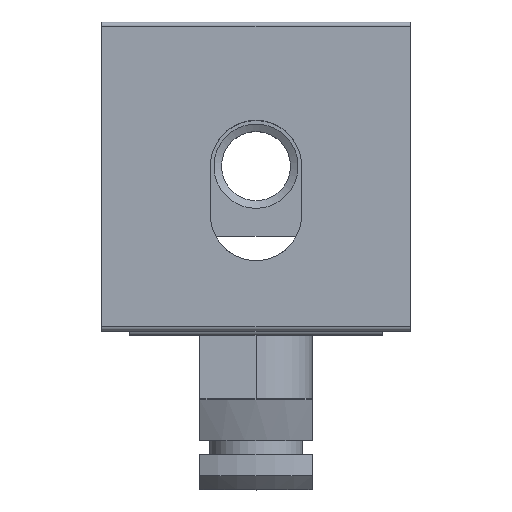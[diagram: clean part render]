
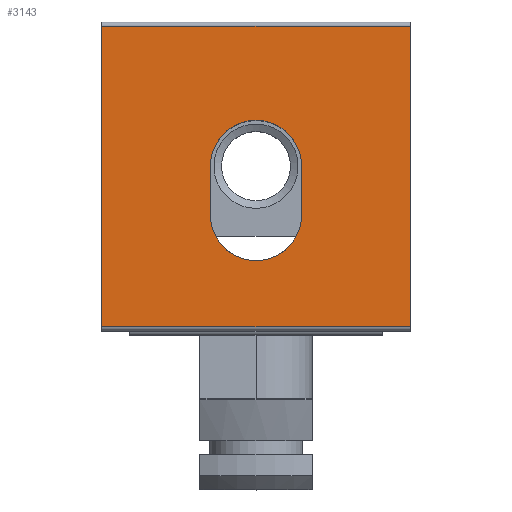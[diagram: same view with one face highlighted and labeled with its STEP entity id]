
A CAD part, top view. The second image highlights one B-rep face of the part: STEP entity #3143.
In plain terms, the highlighted face is planar.
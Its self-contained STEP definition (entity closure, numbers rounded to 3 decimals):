
#91=FACE_BOUND('',#572,.T.);
#214=CIRCLE('',#3384,3.25);
#218=CIRCLE('',#3390,3.25);
#387=FACE_OUTER_BOUND('',#571,.T.);
#571=EDGE_LOOP('',(#2827,#2828,#2829,#2830));
#572=EDGE_LOOP('',(#2831,#2832,#2833,#2834));
#864=LINE('',#5140,#1195);
#872=LINE('',#5162,#1203);
#875=LINE('',#5171,#1206);
#886=LINE('',#5205,#1217);
#903=LINE('',#5247,#1234);
#904=LINE('',#5249,#1235);
#1195=VECTOR('',#4151,21.4);
#1203=VECTOR('',#4167,22.);
#1206=VECTOR('',#4176,3.5);
#1217=VECTOR('',#4209,3.5);
#1234=VECTOR('',#4256,22.);
#1235=VECTOR('',#4259,21.4);
#1497=VERTEX_POINT('',#5137);
#1498=VERTEX_POINT('',#5139);
#1508=VERTEX_POINT('',#5161);
#1510=VERTEX_POINT('',#5169);
#1511=VERTEX_POINT('',#5170);
#1518=VERTEX_POINT('',#5187);
#1522=VERTEX_POINT('',#5199);
#1533=VERTEX_POINT('',#5245);
#1918=EDGE_CURVE('',#1497,#1498,#864,.T.);
#1929=EDGE_CURVE('',#1498,#1508,#872,.T.);
#1933=EDGE_CURVE('',#1510,#1511,#875,.T.);
#1941=EDGE_CURVE('',#1511,#1518,#214,.T.);
#1947=EDGE_CURVE('',#1522,#1510,#218,.T.);
#1950=EDGE_CURVE('',#1518,#1522,#886,.T.);
#1972=EDGE_CURVE('',#1497,#1533,#903,.T.);
#1973=EDGE_CURVE('',#1533,#1508,#904,.T.);
#2827=ORIENTED_EDGE('',*,*,#1929,.F.);
#2828=ORIENTED_EDGE('',*,*,#1918,.F.);
#2829=ORIENTED_EDGE('',*,*,#1972,.T.);
#2830=ORIENTED_EDGE('',*,*,#1973,.T.);
#2831=ORIENTED_EDGE('',*,*,#1950,.T.);
#2832=ORIENTED_EDGE('',*,*,#1947,.T.);
#2833=ORIENTED_EDGE('',*,*,#1933,.T.);
#2834=ORIENTED_EDGE('',*,*,#1941,.T.);
#2978=PLANE('',#3408);
#3143=ADVANCED_FACE('',(#387,#91),#2978,.T.);
#3384=AXIS2_PLACEMENT_3D('',#5188,#4188,#4189);
#3390=AXIS2_PLACEMENT_3D('',#5200,#4202,#4203);
#3408=AXIS2_PLACEMENT_3D('',#5248,#4257,#4258);
#4151=DIRECTION('',(0.,-1.,0.));
#4167=DIRECTION('',(0.,0.,1.));
#4176=DIRECTION('',(0.,1.,0.));
#4188=DIRECTION('center_axis',(-1.,0.,0.));
#4189=DIRECTION('ref_axis',(0.,0.,-1.));
#4202=DIRECTION('center_axis',(-1.,0.,0.));
#4203=DIRECTION('ref_axis',(0.,0.,-1.));
#4209=DIRECTION('',(0.,-1.,0.));
#4256=DIRECTION('',(0.,0.,1.));
#4257=DIRECTION('center_axis',(1.,0.,0.));
#4258=DIRECTION('ref_axis',(0.,0.,-1.));
#4259=DIRECTION('',(0.,-1.,0.));
#5137=CARTESIAN_POINT('',(13.,10.7,-11.));
#5139=CARTESIAN_POINT('',(13.,-10.7,-11.));
#5140=CARTESIAN_POINT('',(13.,10.7,-11.));
#5161=CARTESIAN_POINT('',(13.,-10.7,11.));
#5162=CARTESIAN_POINT('',(13.,-10.7,-11.));
#5169=CARTESIAN_POINT('',(13.,-2.75,3.25));
#5170=CARTESIAN_POINT('',(13.,0.75,3.25));
#5171=CARTESIAN_POINT('',(13.,3.975,3.25));
#5187=CARTESIAN_POINT('',(13.,0.75,-3.25));
#5188=CARTESIAN_POINT('Origin',(13.,0.75,0.));
#5199=CARTESIAN_POINT('',(13.,-2.75,-3.25));
#5200=CARTESIAN_POINT('Origin',(13.,-2.75,0.));
#5205=CARTESIAN_POINT('',(13.,5.725,-3.25));
#5245=CARTESIAN_POINT('',(13.,10.7,11.));
#5247=CARTESIAN_POINT('',(13.,10.7,-11.));
#5248=CARTESIAN_POINT('Origin',(13.,10.7,-11.));
#5249=CARTESIAN_POINT('',(13.,10.7,11.));
